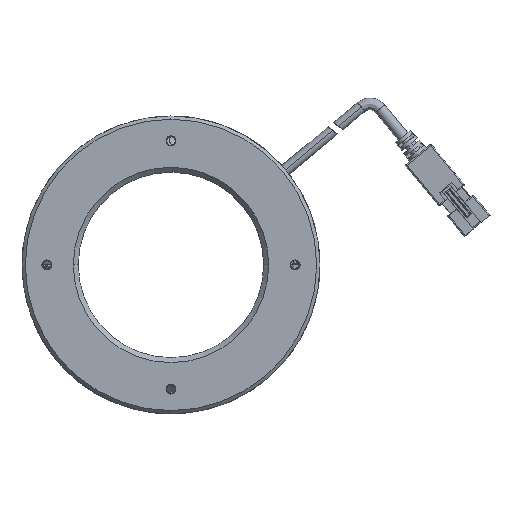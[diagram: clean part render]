
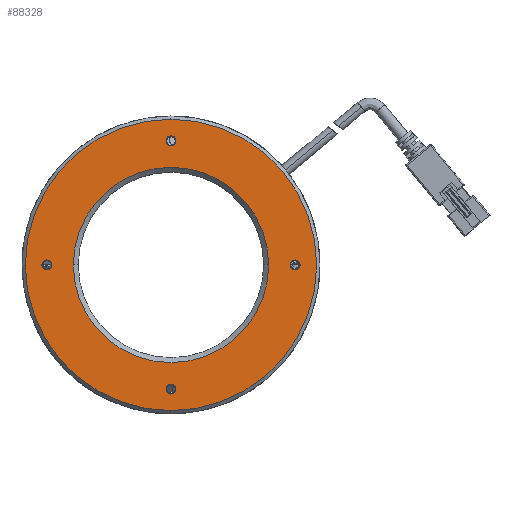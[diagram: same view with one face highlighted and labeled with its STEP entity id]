
A CAD part, front view. The second image highlights one B-rep face of the part: STEP entity #88328.
In plain terms, the highlighted planar face has unit normal (0, -1, 0).
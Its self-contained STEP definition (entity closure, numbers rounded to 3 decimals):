
#1771 = CARTESIAN_POINT ( 'NONE',  ( -25.99, 16.479, -3.798 ) ) ;
#2326 = VERTEX_POINT ( 'NONE', #57694 ) ;
#4898 = CIRCLE ( 'NONE', #46808, 1.5 ) ;
#7492 = VERTEX_POINT ( 'NONE', #46840 ) ;
#9815 = DIRECTION ( 'NONE',  ( 0., 0., -1. ) ) ;
#9973 = AXIS2_PLACEMENT_3D ( 'NONE', #86288, #23999, #96804 ) ;
#10193 = DIRECTION ( 'NONE',  ( 0., 0., 1. ) ) ;
#10548 = DIRECTION ( 'NONE',  ( 0., -1., 0. ) ) ;
#10994 = CARTESIAN_POINT ( 'NONE',  ( -91.49, 16.479, -3.798 ) ) ;
#12286 = DIRECTION ( 'NONE',  ( 0., 0., -1. ) ) ;
#12336 = AXIS2_PLACEMENT_3D ( 'NONE', #72892, #10548, #83332 ) ;
#13564 = DIRECTION ( 'NONE',  ( 0., -1., 0. ) ) ;
#13956 = EDGE_CURVE ( 'NONE', #61821, #2326, #112257, .T. ) ;
#14480 = FACE_BOUND ( 'NONE', #37009, .T. ) ;
#15028 = AXIS2_PLACEMENT_3D ( 'NONE', #121659, #59356, #132046 ) ;
#16261 = CIRCLE ( 'NONE', #12336, 1.5 ) ;
#17762 = FACE_BOUND ( 'NONE', #97554, .T. ) ;
#21483 = DIRECTION ( 'NONE',  ( 0., 0., 1. ) ) ;
#22747 = EDGE_LOOP ( 'NONE', ( #60641, #43713 ) ) ;
#23999 = DIRECTION ( 'NONE',  ( 0., -1., 0. ) ) ;
#24785 = VERTEX_POINT ( 'NONE', #71468 ) ;
#25600 = EDGE_CURVE ( 'NONE', #77003, #118111, #124565, .T. ) ;
#30095 = VERTEX_POINT ( 'NONE', #60737 ) ;
#30725 = DIRECTION ( 'NONE',  ( 0., -1., 0. ) ) ;
#31104 = AXIS2_PLACEMENT_3D ( 'NONE', #49757, #122581, #60254 ) ;
#32461 = EDGE_LOOP ( 'NONE', ( #47844, #130923 ) ) ;
#33558 = CIRCLE ( 'NONE', #35815, 44. ) ;
#35815 = AXIS2_PLACEMENT_3D ( 'NONE', #134464, #72170, #9815 ) ;
#36649 = CARTESIAN_POINT ( 'NONE',  ( -53.99, 16.479, -41.298 ) ) ;
#37009 = EDGE_LOOP ( 'NONE', ( #52968, #85655 ) ) ;
#37267 = CIRCLE ( 'NONE', #75610, 1.5 ) ;
#40870 = AXIS2_PLACEMENT_3D ( 'NONE', #55010, #127726, #65417 ) ;
#42183 = FACE_BOUND ( 'NONE', #50164, .T. ) ;
#43713 = ORIENTED_EDGE ( 'NONE', *, *, #86295, .F. ) ;
#46093 = EDGE_CURVE ( 'NONE', #118111, #77003, #80137, .T. ) ;
#46808 = AXIS2_PLACEMENT_3D ( 'NONE', #134840, #72550, #10193 ) ;
#46840 = CARTESIAN_POINT ( 'NONE',  ( -53.99, 16.479, -47.798 ) ) ;
#47086 = DIRECTION ( 'NONE',  ( 0., 0., 1. ) ) ;
#47801 = AXIS2_PLACEMENT_3D ( 'NONE', #1771, #74612, #12286 ) ;
#47844 = ORIENTED_EDGE ( 'NONE', *, *, #46093, .F. ) ;
#49757 = CARTESIAN_POINT ( 'NONE',  ( -16.49, 16.479, -3.798 ) ) ;
#50164 = EDGE_LOOP ( 'NONE', ( #93017, #84887 ) ) ;
#52968 = ORIENTED_EDGE ( 'NONE', *, *, #70583, .F. ) ;
#54192 = EDGE_CURVE ( 'NONE', #100294, #24785, #71689, .T. ) ;
#54915 = EDGE_CURVE ( 'NONE', #24785, #100294, #37267, .T. ) ;
#55010 = CARTESIAN_POINT ( 'NONE',  ( -53.99, 16.479, -3.798 ) ) ;
#57209 = DIRECTION ( 'NONE',  ( 0., -1., 0. ) ) ;
#57694 = CARTESIAN_POINT ( 'NONE',  ( -24.49, 16.479, -3.798 ) ) ;
#59356 = DIRECTION ( 'NONE',  ( 0., 1., 0. ) ) ;
#59795 = CARTESIAN_POINT ( 'NONE',  ( -53.99, 16.479, -42.798 ) ) ;
#60254 = DIRECTION ( 'NONE',  ( 0., 0., 1. ) ) ;
#60641 = ORIENTED_EDGE ( 'NONE', *, *, #70040, .F. ) ;
#60737 = CARTESIAN_POINT ( 'NONE',  ( -53.99, 16.479, 40.202 ) ) ;
#61821 = VERTEX_POINT ( 'NONE', #62056 ) ;
#62056 = CARTESIAN_POINT ( 'NONE',  ( -83.49, 16.479, -3.798 ) ) ;
#63965 = CARTESIAN_POINT ( 'NONE',  ( -91.49, 16.479, -2.298 ) ) ;
#65417 = DIRECTION ( 'NONE',  ( -1., 0., 0. ) ) ;
#66260 = VERTEX_POINT ( 'NONE', #96012 ) ;
#70040 = EDGE_CURVE ( 'NONE', #7492, #30095, #33558, .T. ) ;
#70290 = ORIENTED_EDGE ( 'NONE', *, *, #13956, .F. ) ;
#70583 = EDGE_CURVE ( 'NONE', #66260, #83540, #121162, .T. ) ;
#71468 = CARTESIAN_POINT ( 'NONE',  ( -53.99, 16.479, -39.798 ) ) ;
#71689 = CIRCLE ( 'NONE', #72754, 1.5 ) ;
#72170 = DIRECTION ( 'NONE',  ( 0., 1., 0. ) ) ;
#72550 = DIRECTION ( 'NONE',  ( 0., -1., 0. ) ) ;
#72754 = AXIS2_PLACEMENT_3D ( 'NONE', #75905, #13564, #86361 ) ;
#72892 = CARTESIAN_POINT ( 'NONE',  ( -53.99, 16.479, 33.702 ) ) ;
#74612 = DIRECTION ( 'NONE',  ( 0., 1., 0. ) ) ;
#75610 = AXIS2_PLACEMENT_3D ( 'NONE', #36649, #109450, #47086 ) ;
#75905 = CARTESIAN_POINT ( 'NONE',  ( -53.99, 16.479, -41.298 ) ) ;
#76790 = AXIS2_PLACEMENT_3D ( 'NONE', #92959, #30725, #103492 ) ;
#77003 = VERTEX_POINT ( 'NONE', #131982 ) ;
#80137 = CIRCLE ( 'NONE', #114878, 1.5 ) ;
#83332 = DIRECTION ( 'NONE',  ( 0., 0., 1. ) ) ;
#83540 = VERTEX_POINT ( 'NONE', #109111 ) ;
#83795 = DIRECTION ( 'NONE',  ( 0., -1., 0. ) ) ;
#84887 = ORIENTED_EDGE ( 'NONE', *, *, #54192, .F. ) ;
#85655 = ORIENTED_EDGE ( 'NONE', *, *, #96564, .F. ) ;
#86288 = CARTESIAN_POINT ( 'NONE',  ( -53.99, 16.479, -3.798 ) ) ;
#86295 = EDGE_CURVE ( 'NONE', #30095, #7492, #122825, .T. ) ;
#86361 = DIRECTION ( 'NONE',  ( 0., 0., 1. ) ) ;
#87731 = EDGE_CURVE ( 'NONE', #121181, #104643, #4898, .T. ) ;
#88328 = ADVANCED_FACE ( 'NONE', ( #17762, #97539, #42183, #14480, #121991, #94253 ), #95118, .F. ) ;
#88639 = EDGE_LOOP ( 'NONE', ( #70290, #94559 ) ) ;
#92034 = CIRCLE ( 'NONE', #31104, 1.5 ) ;
#92959 = CARTESIAN_POINT ( 'NONE',  ( -16.49, 16.479, -3.798 ) ) ;
#93017 = ORIENTED_EDGE ( 'NONE', *, *, #54915, .F. ) ;
#93693 = AXIS2_PLACEMENT_3D ( 'NONE', #119526, #57209, #129895 ) ;
#94253 = FACE_BOUND ( 'NONE', #88639, .T. ) ;
#94559 = ORIENTED_EDGE ( 'NONE', *, *, #130204, .F. ) ;
#95118 = PLANE ( 'NONE',  #47801 ) ;
#96012 = CARTESIAN_POINT ( 'NONE',  ( -16.49, 16.479, -2.298 ) ) ;
#96564 = EDGE_CURVE ( 'NONE', #83540, #66260, #92034, .T. ) ;
#96804 = DIRECTION ( 'NONE',  ( -1., 0., 0. ) ) ;
#97539 = FACE_BOUND ( 'NONE', #32461, .T. ) ;
#97554 = EDGE_LOOP ( 'NONE', ( #107076, #102362 ) ) ;
#98818 = CARTESIAN_POINT ( 'NONE',  ( -53.99, 16.479, 32.202 ) ) ;
#100294 = VERTEX_POINT ( 'NONE', #59795 ) ;
#102362 = ORIENTED_EDGE ( 'NONE', *, *, #87731, .F. ) ;
#103492 = DIRECTION ( 'NONE',  ( 0., 0., 1. ) ) ;
#104643 = VERTEX_POINT ( 'NONE', #106484 ) ;
#106484 = CARTESIAN_POINT ( 'NONE',  ( -53.99, 16.479, 35.202 ) ) ;
#107076 = ORIENTED_EDGE ( 'NONE', *, *, #118507, .F. ) ;
#109111 = CARTESIAN_POINT ( 'NONE',  ( -16.49, 16.479, -5.298 ) ) ;
#109450 = DIRECTION ( 'NONE',  ( 0., -1., 0. ) ) ;
#112257 = CIRCLE ( 'NONE', #40870, 29.5 ) ;
#114878 = AXIS2_PLACEMENT_3D ( 'NONE', #10994, #83795, #21483 ) ;
#118111 = VERTEX_POINT ( 'NONE', #63965 ) ;
#118507 = EDGE_CURVE ( 'NONE', #104643, #121181, #16261, .T. ) ;
#119526 = CARTESIAN_POINT ( 'NONE',  ( -91.49, 16.479, -3.798 ) ) ;
#121162 = CIRCLE ( 'NONE', #76790, 1.5 ) ;
#121181 = VERTEX_POINT ( 'NONE', #98818 ) ;
#121659 = CARTESIAN_POINT ( 'NONE',  ( -53.99, 16.479, -3.798 ) ) ;
#121991 = FACE_OUTER_BOUND ( 'NONE', #22747, .T. ) ;
#122581 = DIRECTION ( 'NONE',  ( 0., -1., 0. ) ) ;
#122825 = CIRCLE ( 'NONE', #15028, 44. ) ;
#123844 = CIRCLE ( 'NONE', #9973, 29.5 ) ;
#124565 = CIRCLE ( 'NONE', #93693, 1.5 ) ;
#127726 = DIRECTION ( 'NONE',  ( 0., -1., 0. ) ) ;
#129895 = DIRECTION ( 'NONE',  ( 0., 0., 1. ) ) ;
#130204 = EDGE_CURVE ( 'NONE', #2326, #61821, #123844, .T. ) ;
#130923 = ORIENTED_EDGE ( 'NONE', *, *, #25600, .F. ) ;
#131982 = CARTESIAN_POINT ( 'NONE',  ( -91.49, 16.479, -5.298 ) ) ;
#132046 = DIRECTION ( 'NONE',  ( 0., 0., -1. ) ) ;
#134464 = CARTESIAN_POINT ( 'NONE',  ( -53.99, 16.479, -3.798 ) ) ;
#134840 = CARTESIAN_POINT ( 'NONE',  ( -53.99, 16.479, 33.702 ) ) ;
